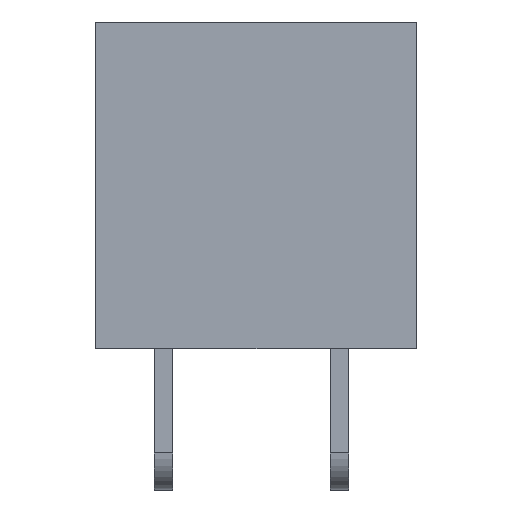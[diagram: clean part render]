
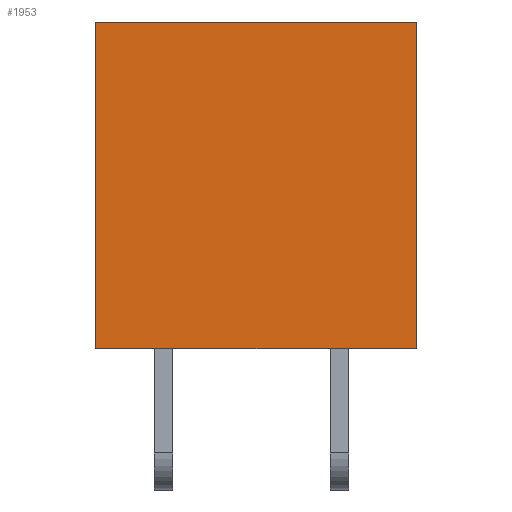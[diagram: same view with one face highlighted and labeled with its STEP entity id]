
A CAD part, left-side view. The second image highlights one B-rep face of the part: STEP entity #1953.
In plain terms, the highlighted planar face has unit normal (-1, 0, 0).
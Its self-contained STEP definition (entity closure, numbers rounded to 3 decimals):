
#1308 = VERTEX_POINT('',#1309);
#1309 = CARTESIAN_POINT('',(-2.77,1.458,0.052));
#1315 = EDGE_CURVE('',#1308,#1316,#1318,.T.);
#1316 = VERTEX_POINT('',#1317);
#1317 = CARTESIAN_POINT('',(-2.77,1.458,7.102));
#1318 = LINE('',#1319,#1320);
#1319 = CARTESIAN_POINT('',(-2.77,1.458,0.052));
#1320 = VECTOR('',#1321,1.);
#1321 = DIRECTION('',(0.,0.,1.));
#1953 = ADVANCED_FACE('',(#1954),#1979,.T.);
#1954 = FACE_BOUND('',#1955,.T.);
#1955 = EDGE_LOOP('',(#1956,#1964,#1972,#1978));
#1956 = ORIENTED_EDGE('',*,*,#1957,.F.);
#1957 = EDGE_CURVE('',#1958,#1308,#1960,.T.);
#1958 = VERTEX_POINT('',#1959);
#1959 = CARTESIAN_POINT('',(-2.77,-5.452,0.052));
#1960 = LINE('',#1961,#1962);
#1961 = CARTESIAN_POINT('',(-2.77,-5.452,0.052));
#1962 = VECTOR('',#1963,1.);
#1963 = DIRECTION('',(0.,1.,0.));
#1964 = ORIENTED_EDGE('',*,*,#1965,.T.);
#1965 = EDGE_CURVE('',#1958,#1966,#1968,.T.);
#1966 = VERTEX_POINT('',#1967);
#1967 = CARTESIAN_POINT('',(-2.77,-5.452,7.102));
#1968 = LINE('',#1969,#1970);
#1969 = CARTESIAN_POINT('',(-2.77,-5.452,0.052));
#1970 = VECTOR('',#1971,1.);
#1971 = DIRECTION('',(0.,0.,1.));
#1972 = ORIENTED_EDGE('',*,*,#1973,.F.);
#1973 = EDGE_CURVE('',#1316,#1966,#1974,.T.);
#1974 = LINE('',#1975,#1976);
#1975 = CARTESIAN_POINT('',(-2.77,-5.452,7.102));
#1976 = VECTOR('',#1977,1.);
#1977 = DIRECTION('',(0.,-1.,0.));
#1978 = ORIENTED_EDGE('',*,*,#1315,.F.);
#1979 = PLANE('',#1980);
#1980 = AXIS2_PLACEMENT_3D('',#1981,#1982,#1983);
#1981 = CARTESIAN_POINT('',(-2.77,1.458,0.052));
#1982 = DIRECTION('',(-1.,0.,0.));
#1983 = DIRECTION('',(0.,-1.,0.));
